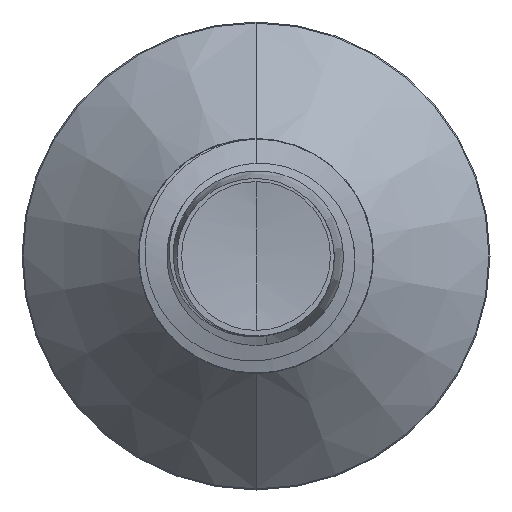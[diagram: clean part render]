
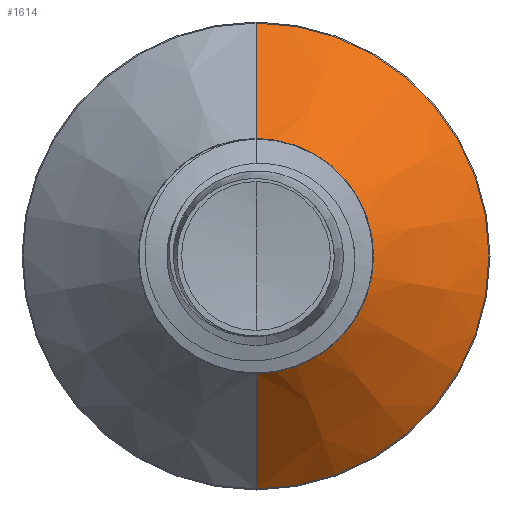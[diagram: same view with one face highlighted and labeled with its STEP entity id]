
A CAD part, front view. The second image highlights one B-rep face of the part: STEP entity #1614.
In plain terms, the highlighted conical face has half-angle 45 degrees and reference radius 1.256 mm.
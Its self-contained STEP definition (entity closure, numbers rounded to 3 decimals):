
#520 = DIRECTION ( 'NONE',  ( 0., 1., 0. ) ) ;
#655 = AXIS2_PLACEMENT_3D ( 'NONE', #8615, #4089, #9343 ) ;
#688 = VECTOR ( 'NONE', #3709, 1000. ) ;
#691 = CIRCLE ( 'NONE', #655, 2.489 ) ;
#720 = CIRCLE ( 'NONE', #2254, 1.256 ) ;
#754 = LINE ( 'NONE', #9656, #688 ) ;
#1071 = CONICAL_SURFACE ( 'NONE', #3503, 1.256, 0.785 ) ;
#1144 = FACE_OUTER_BOUND ( 'NONE', #2066, .T. ) ;
#1253 = EDGE_CURVE ( 'NONE', #5414, #4567, #1423, .T. ) ;
#1365 = CARTESIAN_POINT ( 'NONE',  ( 0., 2.939, -2.489 ) ) ;
#1415 = VECTOR ( 'NONE', #2037, 1000. ) ;
#1423 = LINE ( 'NONE', #9576, #1415 ) ;
#1614 = ADVANCED_FACE ( 'NONE', ( #1144 ), #1071, .T. ) ;
#2037 = DIRECTION ( 'NONE',  ( 0., 0.707, 0.707 ) ) ;
#2042 = ORIENTED_EDGE ( 'NONE', *, *, #1253, .F. ) ;
#2066 = EDGE_LOOP ( 'NONE', ( #7762, #7862, #7897, #2042 ) ) ;
#2254 = AXIS2_PLACEMENT_3D ( 'NONE', #5145, #520, #5896 ) ;
#2257 = VERTEX_POINT ( 'NONE', #1365 ) ;
#2500 = DIRECTION ( 'NONE',  ( 0., 1., 0. ) ) ;
#2701 = EDGE_CURVE ( 'NONE', #4567, #2257, #691, .T. ) ;
#2844 = EDGE_CURVE ( 'NONE', #5414, #9886, #720, .T. ) ;
#2869 = EDGE_CURVE ( 'NONE', #9886, #2257, #754, .T. ) ;
#3312 = DIRECTION ( 'NONE',  ( 0., 0., 1. ) ) ;
#3503 = AXIS2_PLACEMENT_3D ( 'NONE', #4014, #2500, #3312 ) ;
#3627 = CARTESIAN_POINT ( 'NONE',  ( 0., 1.706, 1.256 ) ) ;
#3709 = DIRECTION ( 'NONE',  ( 0., 0.707, -0.707 ) ) ;
#4014 = CARTESIAN_POINT ( 'NONE',  ( 0., 1.706, 0. ) ) ;
#4089 = DIRECTION ( 'NONE',  ( 0., 1., 0. ) ) ;
#4567 = VERTEX_POINT ( 'NONE', #9721 ) ;
#5145 = CARTESIAN_POINT ( 'NONE',  ( 0., 1.706, 0. ) ) ;
#5414 = VERTEX_POINT ( 'NONE', #3627 ) ;
#5896 = DIRECTION ( 'NONE',  ( 0., 0., 1. ) ) ;
#5901 = CARTESIAN_POINT ( 'NONE',  ( 0., 1.706, -1.256 ) ) ;
#7762 = ORIENTED_EDGE ( 'NONE', *, *, #2844, .T. ) ;
#7862 = ORIENTED_EDGE ( 'NONE', *, *, #2869, .T. ) ;
#7897 = ORIENTED_EDGE ( 'NONE', *, *, #2701, .F. ) ;
#8615 = CARTESIAN_POINT ( 'NONE',  ( 0., 2.939, 0. ) ) ;
#9343 = DIRECTION ( 'NONE',  ( 0., 0., 1. ) ) ;
#9576 = CARTESIAN_POINT ( 'NONE',  ( 0., 1.706, 1.256 ) ) ;
#9656 = CARTESIAN_POINT ( 'NONE',  ( 0., 1.706, -1.256 ) ) ;
#9721 = CARTESIAN_POINT ( 'NONE',  ( 0., 2.939, 2.489 ) ) ;
#9886 = VERTEX_POINT ( 'NONE', #5901 ) ;
